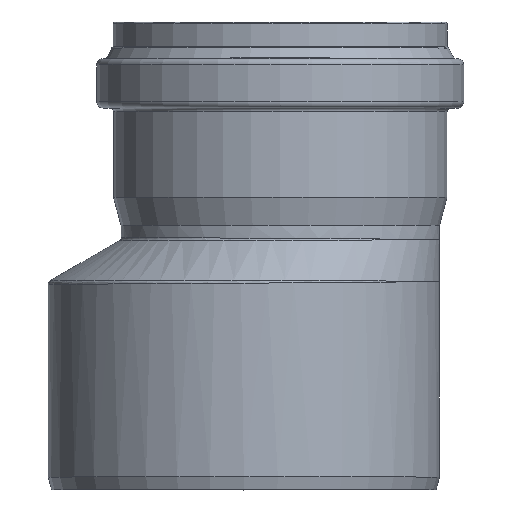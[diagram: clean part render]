
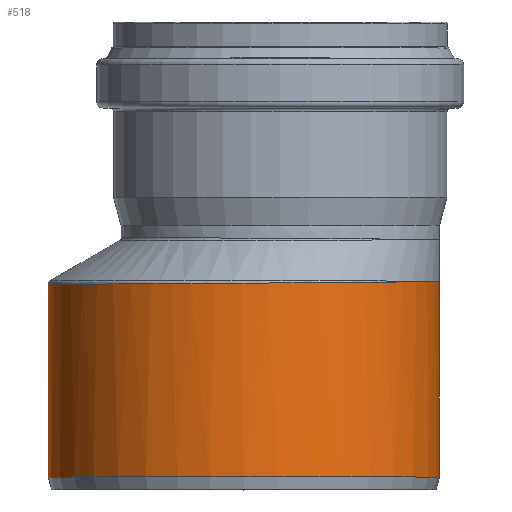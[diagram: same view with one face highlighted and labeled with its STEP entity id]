
A CAD part, top view. The second image highlights one B-rep face of the part: STEP entity #518.
In plain terms, the highlighted cylindrical face has radius 125.15 mm (diameter 250.3 mm), a full revolution.
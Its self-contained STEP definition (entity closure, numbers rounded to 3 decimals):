
#77=FACE_BOUND('',#214,.T.);
#90=CYLINDRICAL_SURFACE('',#594,125.15);
#134=FACE_OUTER_BOUND('',#213,.T.);
#213=EDGE_LOOP('',(#467));
#214=EDGE_LOOP('',(#468));
#229=B_SPLINE_CURVE_WITH_KNOTS('',3,(#1818,#1819,#1820,#1821,#1822,#1823,
#1824,#1825,#1826,#1827,#1828,#1829,#1830,#1831,#1832,#1833,#1834,#1835,
#1836,#1837,#1838,#1839,#1840,#1841,#1842,#1843,#1844,#1845,#1846,#1847,
#1848,#1849,#1850,#1851,#1852,#1853,#1854,#1855,#1856,#1857,#1858,#1859,
#1860,#1861,#1862,#1863,#1864,#1865,#1866,#1867,#1868,#1869,#1870,#1871,
#1872,#1873),.UNSPECIFIED.,.T.,.F.,(4,2,1,1,1,1,1,1,1,1,1,1,1,1,1,1,1,1,
1,1,1,1,1,1,1,1,1,1,1,1,1,1,1,1,1,1,1,1,1,1,1,1,1,1,1,1,1,1,1,1,2,4),(-0.225,
0.,3.793,5.69,7.587,9.483,
10.432,11.38,13.277,15.174,17.07,
18.967,19.915,20.864,22.76,24.657,
26.554,28.45,30.347,31.295,33.192,
34.14,35.089,37.934,38.408,39.83,
41.727,43.624,44.572,45.521,46.943,
47.417,49.314,53.107,54.53,55.004,
56.901,58.797,59.272,60.694,61.642,
62.591,63.065,64.487,66.384,68.281,
69.229,70.652,72.074,73.971,75.868,
76.118),.UNSPECIFIED.);
#269=CIRCLE('',#595,125.15);
#281=VERTEX_POINT('',#1817);
#315=VERTEX_POINT('',#2053);
#331=EDGE_CURVE('',#281,#281,#229,.T.);
#367=EDGE_CURVE('',#315,#315,#269,.T.);
#467=ORIENTED_EDGE('',*,*,#331,.F.);
#468=ORIENTED_EDGE('',*,*,#367,.F.);
#518=ADVANCED_FACE('',(#134,#77),#90,.T.);
#594=AXIS2_PLACEMENT_3D('',#2052,#743,#744);
#595=AXIS2_PLACEMENT_3D('',#2054,#745,#746);
#743=DIRECTION('center_axis',(0.,-1.,0.));
#744=DIRECTION('ref_axis',(1.,0.,0.));
#745=DIRECTION('center_axis',(0.,-1.,0.));
#746=DIRECTION('ref_axis',(1.,0.,0.));
#1817=CARTESIAN_POINT('',(101.85,133.,0.));
#1818=CARTESIAN_POINT('Ctrl Pts',(101.85,133.,0.));
#1819=CARTESIAN_POINT('Ctrl Pts',(101.85,133.,-0.77));
#1820=CARTESIAN_POINT('Ctrl Pts',(101.841,133.,-1.541));
#1821=CARTESIAN_POINT('Ctrl Pts',(101.618,132.998,-15.25));
#1822=CARTESIAN_POINT('Ctrl Pts',(98.1,132.961,-34.973));
#1823=CARTESIAN_POINT('Ctrl Pts',(87.746,132.854,-58.802));
#1824=CARTESIAN_POINT('Ctrl Pts',(77.208,132.745,-75.439));
#1825=CARTESIAN_POINT('Ctrl Pts',(66.372,132.636,-87.723));
#1826=CARTESIAN_POINT('Ctrl Pts',(56.728,132.541,-96.381));
#1827=CARTESIAN_POINT('Ctrl Pts',(46.363,132.442,-104.336));
#1828=CARTESIAN_POINT('Ctrl Pts',(32.211,132.311,-112.73));
#1829=CARTESIAN_POINT('Ctrl Pts',(14.115,132.156,-119.958));
#1830=CARTESIAN_POINT('Ctrl Pts',(-5.067,132.006,-124.337));
#1831=CARTESIAN_POINT('Ctrl Pts',(-21.413,131.89,-125.432));
#1832=CARTESIAN_POINT('Ctrl Pts',(-34.353,131.806,-124.786));
#1833=CARTESIAN_POINT('Ctrl Pts',(-47.314,131.726,-123.135));
#1834=CARTESIAN_POINT('Ctrl Pts',(-63.231,131.635,-119.138));
#1835=CARTESIAN_POINT('Ctrl Pts',(-81.16,131.543,-111.55));
#1836=CARTESIAN_POINT('Ctrl Pts',(-97.892,131.465,-101.126));
#1837=CARTESIAN_POINT('Ctrl Pts',(-112.638,131.402,-88.361));
#1838=CARTESIAN_POINT('Ctrl Pts',(-123.198,131.36,-75.884));
#1839=CARTESIAN_POINT('Ctrl Pts',(-132.199,131.326,-62.267));
#1840=CARTESIAN_POINT('Ctrl Pts',(-138.049,131.305,-50.689));
#1841=CARTESIAN_POINT('Ctrl Pts',(-142.543,131.289,-38.413));
#1842=CARTESIAN_POINT('Ctrl Pts',(-146.923,131.273,-22.753));
#1843=CARTESIAN_POINT('Ctrl Pts',(-148.636,131.267,-8.16));
#1844=CARTESIAN_POINT('Ctrl Pts',(-148.328,131.268,8.055));
#1845=CARTESIAN_POINT('Ctrl Pts',(-147.068,131.273,21.009));
#1846=CARTESIAN_POINT('Ctrl Pts',(-142.948,131.287,38.4));
#1847=CARTESIAN_POINT('Ctrl Pts',(-136.733,131.309,53.578));
#1848=CARTESIAN_POINT('Ctrl Pts',(-130.403,131.333,64.984));
#1849=CARTESIAN_POINT('Ctrl Pts',(-124.148,131.357,74.446));
#1850=CARTESIAN_POINT('Ctrl Pts',(-117.983,131.381,82.052));
#1851=CARTESIAN_POINT('Ctrl Pts',(-108.981,131.418,91.526));
#1852=CARTESIAN_POINT('Ctrl Pts',(-92.958,131.487,105.389));
#1853=CARTESIAN_POINT('Ctrl Pts',(-71.179,131.592,116.745));
#1854=CARTESIAN_POINT('Ctrl Pts',(-52.203,131.698,121.91));
#1855=CARTESIAN_POINT('Ctrl Pts',(-39.392,131.774,124.333));
#1856=CARTESIAN_POINT('Ctrl Pts',(-24.841,131.866,125.649));
#1857=CARTESIAN_POINT('Ctrl Pts',(-10.094,131.97,124.679));
#1858=CARTESIAN_POINT('Ctrl Pts',(2.803,132.067,122.538));
#1859=CARTESIAN_POINT('Ctrl Pts',(12.272,132.142,120.197));
#1860=CARTESIAN_POINT('Ctrl Pts',(22.991,132.232,116.411));
#1861=CARTESIAN_POINT('Ctrl Pts',(30.476,132.297,113.09));
#1862=CARTESIAN_POINT('Ctrl Pts',(39.195,132.375,108.591));
#1863=CARTESIAN_POINT('Ctrl Pts',(50.338,132.479,101.675));
#1864=CARTESIAN_POINT('Ctrl Pts',(64.089,132.613,90.292));
#1865=CARTESIAN_POINT('Ctrl Pts',(74.97,132.723,77.985));
#1866=CARTESIAN_POINT('Ctrl Pts',(83.343,132.808,65.876));
#1867=CARTESIAN_POINT('Ctrl Pts',(89.655,132.873,54.543));
#1868=CARTESIAN_POINT('Ctrl Pts',(95.889,132.938,39.446));
#1869=CARTESIAN_POINT('Ctrl Pts',(100.426,132.985,21.965));
#1870=CARTESIAN_POINT('Ctrl Pts',(101.689,132.998,9.046));
#1871=CARTESIAN_POINT('Ctrl Pts',(101.841,133.,1.712));
#1872=CARTESIAN_POINT('Ctrl Pts',(101.85,133.,0.856));
#1873=CARTESIAN_POINT('Ctrl Pts',(101.85,133.,0.));
#2052=CARTESIAN_POINT('Origin',(-23.3,70.5,0.));
#2053=CARTESIAN_POINT('',(101.85,8.,0.));
#2054=CARTESIAN_POINT('Origin',(-23.3,8.,0.));
